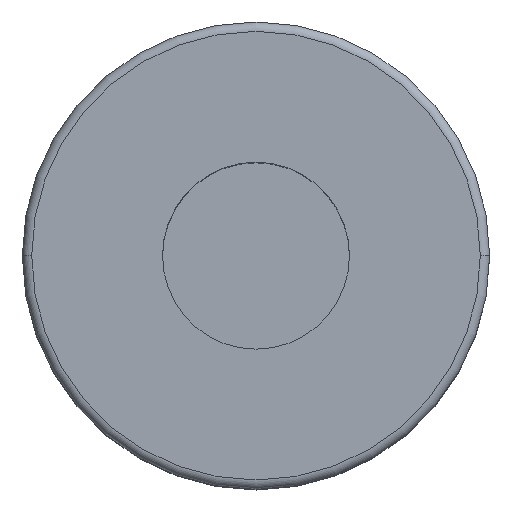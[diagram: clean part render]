
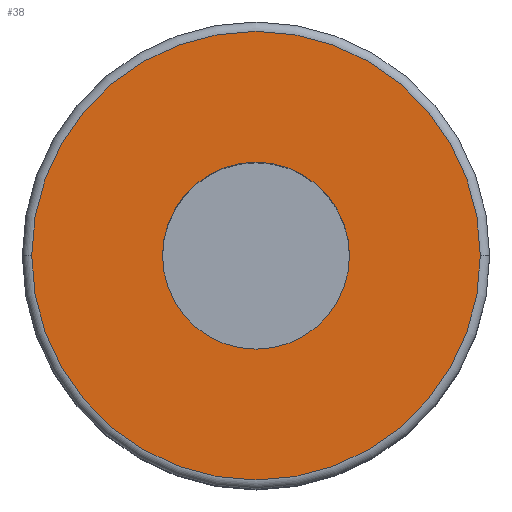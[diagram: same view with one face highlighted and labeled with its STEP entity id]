
A CAD part, top view. The second image highlights one B-rep face of the part: STEP entity #38.
In plain terms, the highlighted planar face has unit normal (0, 0, 1).
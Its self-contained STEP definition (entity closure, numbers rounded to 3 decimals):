
#21 = VERTEX_POINT ( 'NONE', #1268 ) ;
#38 = ADVANCED_FACE ( 'NONE', ( #531, #1573 ), #407, .T. ) ;
#50 = DIRECTION ( 'NONE',  ( 0., 0., 1. ) ) ;
#51 = AXIS2_PLACEMENT_3D ( 'NONE', #1659, #549, #812 ) ;
#137 = CARTESIAN_POINT ( 'NONE',  ( 0., 24., 70. ) ) ;
#160 = CIRCLE ( 'NONE', #1562, 10. ) ;
#167 = CARTESIAN_POINT ( 'NONE',  ( 0., 10., 70. ) ) ;
#248 = EDGE_CURVE ( 'NONE', #21, #864, #1139, .T. ) ;
#266 = VERTEX_POINT ( 'NONE', #664 ) ;
#407 = PLANE ( 'NONE',  #481 ) ;
#431 = DIRECTION ( 'NONE',  ( 0., 0., -1. ) ) ;
#459 = EDGE_CURVE ( 'NONE', #266, #663, #482, .T. ) ;
#481 = AXIS2_PLACEMENT_3D ( 'NONE', #137, #1392, #833 ) ;
#482 = CIRCLE ( 'NONE', #51, 10. ) ;
#508 = EDGE_CURVE ( 'NONE', #864, #21, #851, .T. ) ;
#531 = FACE_BOUND ( 'NONE', #601, .T. ) ;
#549 = DIRECTION ( 'NONE',  ( 0., 0., 1. ) ) ;
#601 = EDGE_LOOP ( 'NONE', ( #607, #1145 ) ) ;
#607 = ORIENTED_EDGE ( 'NONE', *, *, #1488, .F. ) ;
#663 = VERTEX_POINT ( 'NONE', #167 ) ;
#664 = CARTESIAN_POINT ( 'NONE',  ( 0., -10., 70. ) ) ;
#812 = DIRECTION ( 'NONE',  ( 1., 0., 0. ) ) ;
#833 = DIRECTION ( 'NONE',  ( 1., 0., 0. ) ) ;
#851 = CIRCLE ( 'NONE', #1733, 24. ) ;
#864 = VERTEX_POINT ( 'NONE', #1096 ) ;
#891 = AXIS2_PLACEMENT_3D ( 'NONE', #929, #1358, #1075 ) ;
#929 = CARTESIAN_POINT ( 'NONE',  ( 0., 0., 70. ) ) ;
#972 = ORIENTED_EDGE ( 'NONE', *, *, #508, .F. ) ;
#974 = CARTESIAN_POINT ( 'NONE',  ( 0., 0., 70. ) ) ;
#1075 = DIRECTION ( 'NONE',  ( -1., 0., 0. ) ) ;
#1096 = CARTESIAN_POINT ( 'NONE',  ( 24., 0., 70. ) ) ;
#1139 = CIRCLE ( 'NONE', #891, 24. ) ;
#1145 = ORIENTED_EDGE ( 'NONE', *, *, #459, .F. ) ;
#1154 = EDGE_LOOP ( 'NONE', ( #1307, #972 ) ) ;
#1175 = CARTESIAN_POINT ( 'NONE',  ( 0., 0., 70. ) ) ;
#1268 = CARTESIAN_POINT ( 'NONE',  ( -24., 0., 70. ) ) ;
#1307 = ORIENTED_EDGE ( 'NONE', *, *, #248, .F. ) ;
#1333 = DIRECTION ( 'NONE',  ( 1., 0., 0. ) ) ;
#1358 = DIRECTION ( 'NONE',  ( 0., 0., -1. ) ) ;
#1392 = DIRECTION ( 'NONE',  ( 0., 0., 1. ) ) ;
#1394 = DIRECTION ( 'NONE',  ( -1., 0., 0. ) ) ;
#1488 = EDGE_CURVE ( 'NONE', #663, #266, #160, .T. ) ;
#1562 = AXIS2_PLACEMENT_3D ( 'NONE', #1175, #50, #1333 ) ;
#1573 = FACE_OUTER_BOUND ( 'NONE', #1154, .T. ) ;
#1659 = CARTESIAN_POINT ( 'NONE',  ( 0., 0., 70. ) ) ;
#1733 = AXIS2_PLACEMENT_3D ( 'NONE', #974, #431, #1394 ) ;
